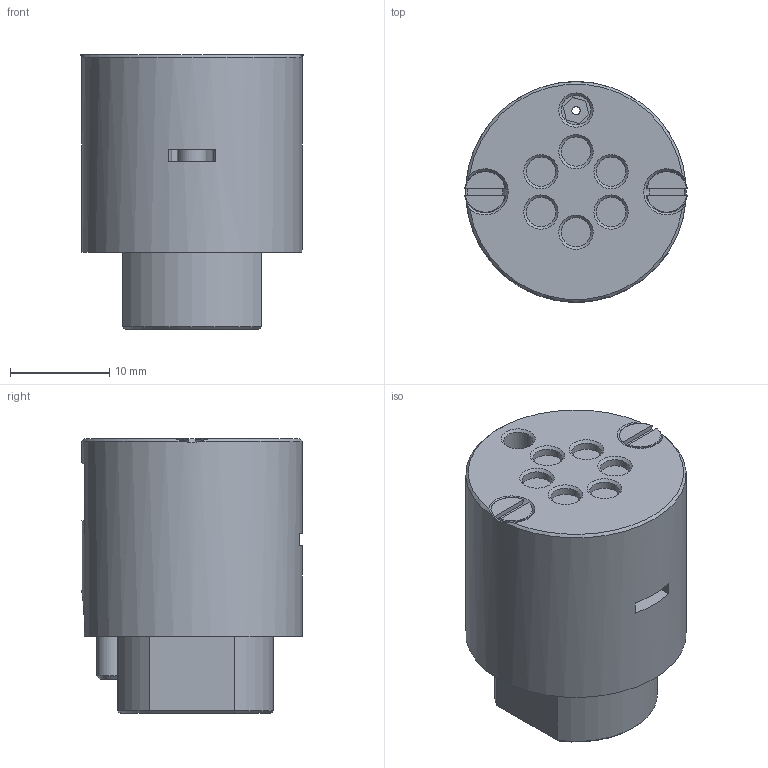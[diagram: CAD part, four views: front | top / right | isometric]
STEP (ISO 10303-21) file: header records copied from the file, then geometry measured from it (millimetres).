
FILE_DESCRIPTION(/* description */ ('Alibre Inc.'),/* implementation_level */ '2;1');
FILE_NAME(/* name */ 'export0',/* time_stamp */ '2014-05-15T11:25:04-07:00',/* author */ (''),/* organization */ (''),/* preprocessor_version */ 'ST-DEVELOPER v14',/* originating_system */ 'Alibre',/* authorisation */ '');
FILE_SCHEMA (('CONFIG_CONTROL_DESIGN'));
Length unit declared in the file: centimetre
Products named in the file (1): ID_1
Bounding box: 22.45 x 22.23 x 27.69 mm (x, y, z)
Volume: 8835 mm3; surface area: 3788.4 mm2
Topology: 1 solids, 1 shells, 143 faces, 354 edges, 233 vertices
Faces by surface type: plane 62, cylinder 47, cone 28, torus 6
Full cylindrical faces by diameter (mm): 0.838 x1, 1.702 x6, 1.778 x2, 2.184 x2, 2.252 x2, 2.845 x1, 2.946 x14, 4.648 x1, 22.225 x1
Entity records: 4056 total; most frequent: CARTESIAN_POINT 1014, DIRECTION 578, ORIENTED_EDGE 540, AXIS2_PLACEMENT_3D 272, EDGE_CURVE 270, EDGE_LOOP 233, FACE_BOUND 233, VERTEX_POINT 201
